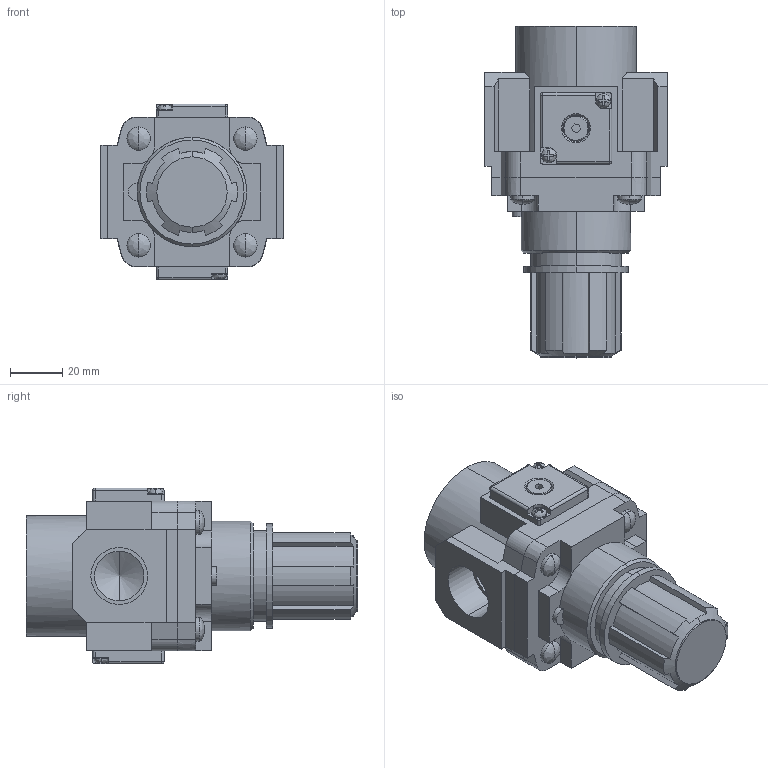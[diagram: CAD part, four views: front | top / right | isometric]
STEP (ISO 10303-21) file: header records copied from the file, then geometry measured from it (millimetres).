
FILE_DESCRIPTION (( 'STEP AP214' ), '1' );
FILE_NAME ('AR40-F04-B.step.step', '2018-07-03T09:53:20', ( '' ), ( '' ), 'SwSTEP 2.0', 'SolidWorks 2018', '' );
FILE_SCHEMA (( 'AUTOMOTIVE_DESIGN' ));
Length unit declared in the file: millimetre
Products named in the file (5): AR40-F04-B.step; AR40-F04-B.step_AR-B ACCESSORY_X; AR40-F04-B.step_AR-B BODY_40-L2R; AR40-F04-B.step_PLUG_G18
Assembly tree (5 placements, depth 2):
  AR40-F04-B.step
    AR40-F04-B.step_AR-B BODY_40-L2R
    AR40-F04-B.step_AR-B ACCESSORY_X
    AR40-F04-B.step_AR-B ACCESSORY_X
    AR40-F04-B.step_PLUG_G18  x2
Bounding box: 70 x 127.5 x 67.6 mm (x, y, z)
Volume: 246116.5 mm3; surface area: 37619.1 mm2
Topology: 5 solids, 5 shells, 339 faces, 873 edges, 547 vertices
Faces by surface type: plane 199, cylinder 96, cone 24, bspline 16, sphere 4
Entity records: 11496 total; most frequent: CARTESIAN_POINT 2220, ORIENTED_EDGE 1650, DIRECTION 1612, EDGE_CURVE 825, AXIS2_PLACEMENT_3D 545, VERTEX_POINT 529, LINE 522, VECTOR 522
